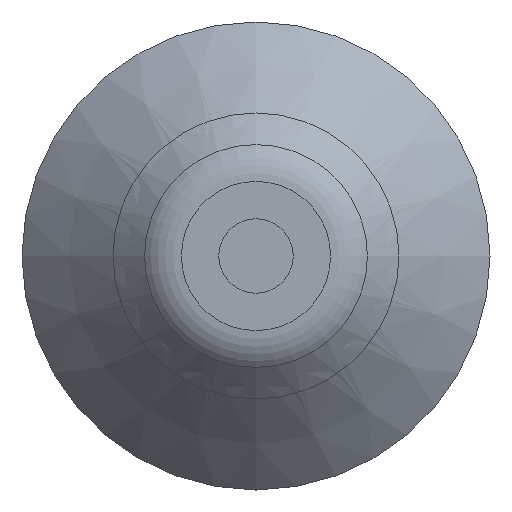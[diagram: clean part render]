
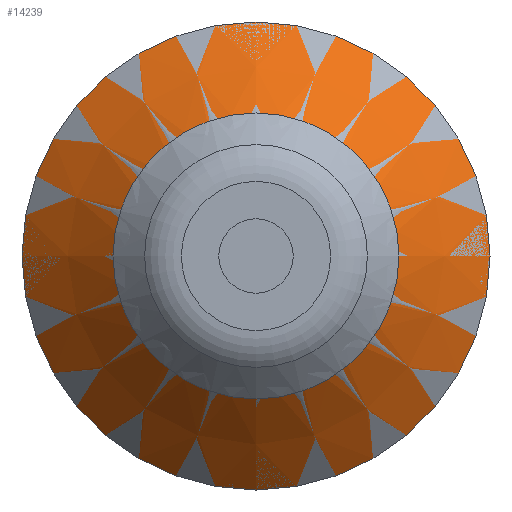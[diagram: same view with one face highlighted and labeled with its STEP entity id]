
A CAD part, left-side view. The second image highlights one B-rep face of the part: STEP entity #14239.
In plain terms, the highlighted conical face has half-angle 45 degrees and reference radius 36.25 mm.
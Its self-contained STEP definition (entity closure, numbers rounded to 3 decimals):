
#29=CONICAL_SURFACE('',#15084,36.25,0.785);
#905=FACE_OUTER_BOUND('',#1709,.T.);
#1709=EDGE_LOOP('',(#11551,#11552,#11553,#11554));
#2166=CIRCLE('',#14977,27.5);
#2200=CIRCLE('',#15083,45.);
#4261=LINE('',#32905,#4565);
#4565=VECTOR('',#16666,36.25);
#5479=VERTEX_POINT('',#29962);
#5658=VERTEX_POINT('',#32901);
#7441=EDGE_CURVE('',#5479,#5479,#2166,.T.);
#7720=EDGE_CURVE('',#5658,#5658,#2200,.T.);
#7722=EDGE_CURVE('',#5479,#5658,#4261,.T.);
#11551=ORIENTED_EDGE('',*,*,#7441,.F.);
#11552=ORIENTED_EDGE('',*,*,#7722,.T.);
#11553=ORIENTED_EDGE('',*,*,#7720,.T.);
#11554=ORIENTED_EDGE('',*,*,#7722,.F.);
#14239=ADVANCED_FACE('',(#905),#29,.T.);
#14977=AXIS2_PLACEMENT_3D('',#29964,#16416,#16417);
#15083=AXIS2_PLACEMENT_3D('',#32902,#16661,#16662);
#15084=AXIS2_PLACEMENT_3D('',#32904,#16664,#16665);
#16416=DIRECTION('center_axis',(-1.,0.,0.));
#16417=DIRECTION('ref_axis',(0.,0.,
-1.));
#16661=DIRECTION('center_axis',(-1.,0.,0.));
#16662=DIRECTION('ref_axis',(0.,0.,
-1.));
#16664=DIRECTION('center_axis',(1.,0.,0.));
#16665=DIRECTION('ref_axis',(0.,0.,
-1.));
#16666=DIRECTION('',(0.707,0.,0.707));
#29962=CARTESIAN_POINT('',(-25.875,0.,27.5));
#29964=CARTESIAN_POINT('Origin',(-25.875,0.,0.));
#32901=CARTESIAN_POINT('',(-8.375,0.,45.));
#32902=CARTESIAN_POINT('Origin',(-8.375,0.,0.));
#32904=CARTESIAN_POINT('Origin',(-17.125,0.,0.));
#32905=CARTESIAN_POINT('',(-17.125,0.,36.25));
